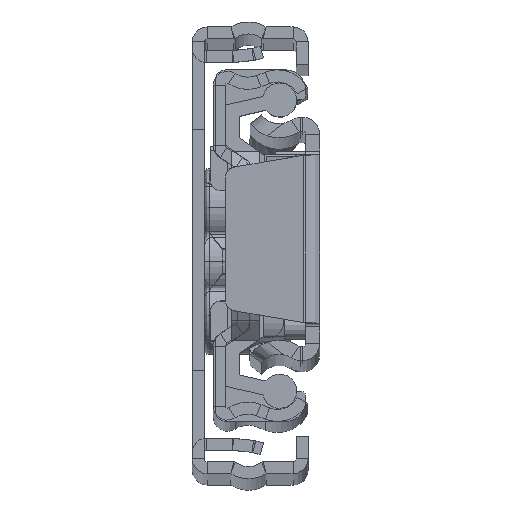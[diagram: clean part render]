
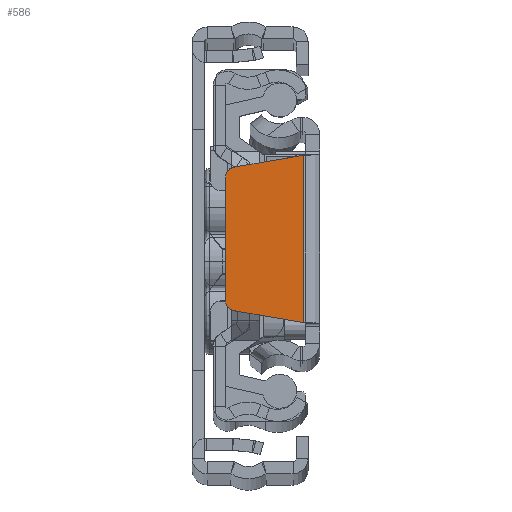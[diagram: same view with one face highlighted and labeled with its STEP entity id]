
A CAD part, top view. The second image highlights one B-rep face of the part: STEP entity #586.
In plain terms, the highlighted planar face has unit normal (0, 0, 1).
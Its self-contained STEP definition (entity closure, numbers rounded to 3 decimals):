
#586 = ADVANCED_FACE ( 'NONE', ( #3293 ), #1527, .F. ) ;
#1527 = PLANE ( 'NONE',  #5682 ) ;
#1640 = CARTESIAN_POINT ( 'NONE',  ( -1.6, -8.333, 0. ) ) ;
#2283 = DIRECTION ( 'NONE',  ( 0., 0., -1. ) ) ;
#2669 = VERTEX_POINT ( 'NONE', #4678 ) ;
#3063 = VERTEX_POINT ( 'NONE', #19507 ) ;
#3293 = FACE_OUTER_BOUND ( 'NONE', #10960, .T. ) ;
#3904 = ORIENTED_EDGE ( 'NONE', *, *, #18811, .F. ) ;
#4512 = VERTEX_POINT ( 'NONE', #14166 ) ;
#4615 = ORIENTED_EDGE ( 'NONE', *, *, #14086, .F. ) ;
#4678 = CARTESIAN_POINT ( 'NONE',  ( -1.6, -8.333, 0. ) ) ;
#4727 = CARTESIAN_POINT ( 'NONE',  ( -1.5, 8.35, 0. ) ) ;
#4730 = DIRECTION ( 'NONE',  ( -1., 0., 0. ) ) ;
#4931 = VERTEX_POINT ( 'NONE', #17845 ) ;
#5048 = LINE ( 'NONE', #1640, #15316 ) ;
#5682 = AXIS2_PLACEMENT_3D ( 'NONE', #14872, #16626, #4730 ) ;
#5862 = AXIS2_PLACEMENT_3D ( 'NONE', #10082, #16467, #13052 ) ;
#6266 = CARTESIAN_POINT ( 'NONE',  ( -8.568, -7.142, 0. ) ) ;
#7916 = DIRECTION ( 'NONE',  ( -0.986, 0.168, 0. ) ) ;
#8009 = LINE ( 'NONE', #4727, #9058 ) ;
#8945 = CIRCLE ( 'NONE', #10041, 1. ) ;
#9058 = VECTOR ( 'NONE', #11458, 1000. ) ;
#9103 = DIRECTION ( 'NONE',  ( -1., 0., 0. ) ) ;
#9695 = ORIENTED_EDGE ( 'NONE', *, *, #13989, .F. ) ;
#9780 = CARTESIAN_POINT ( 'NONE',  ( -9.4, 6.156, 0. ) ) ;
#10041 = AXIS2_PLACEMENT_3D ( 'NONE', #10765, #2283, #9103 ) ;
#10082 = CARTESIAN_POINT ( 'NONE',  ( -8.4, -6.156, 0. ) ) ;
#10765 = CARTESIAN_POINT ( 'NONE',  ( -8.4, 6.156, 0. ) ) ;
#10919 = LINE ( 'NONE', #6266, #20175 ) ;
#10960 = EDGE_LOOP ( 'NONE', ( #9695, #20799, #4615, #15999, #12945, #3904 ) ) ;
#11458 = DIRECTION ( 'NONE',  ( 0.986, 0.168, 0. ) ) ;
#11898 = DIRECTION ( 'NONE',  ( 0., -1., 0. ) ) ;
#12130 = VERTEX_POINT ( 'NONE', #14013 ) ;
#12745 = EDGE_CURVE ( 'NONE', #12130, #18432, #8009, .T. ) ;
#12749 = DIRECTION ( 'NONE',  ( 0., 1., 0. ) ) ;
#12945 = ORIENTED_EDGE ( 'NONE', *, *, #14651, .F. ) ;
#13052 = DIRECTION ( 'NONE',  ( -1., 0., 0. ) ) ;
#13968 = CIRCLE ( 'NONE', #5862, 1. ) ;
#13989 = EDGE_CURVE ( 'NONE', #18432, #2669, #5048, .T. ) ;
#14013 = CARTESIAN_POINT ( 'NONE',  ( -8.568, 7.142, 0. ) ) ;
#14086 = EDGE_CURVE ( 'NONE', #3063, #12130, #8945, .T. ) ;
#14166 = CARTESIAN_POINT ( 'NONE',  ( -9.4, -6.156, 0. ) ) ;
#14651 = EDGE_CURVE ( 'NONE', #4931, #4512, #13968, .T. ) ;
#14701 = CARTESIAN_POINT ( 'NONE',  ( -1.6, 8.333, 0. ) ) ;
#14872 = CARTESIAN_POINT ( 'NONE',  ( -8.4, 6.156, 0. ) ) ;
#15244 = EDGE_CURVE ( 'NONE', #4512, #3063, #17693, .T. ) ;
#15316 = VECTOR ( 'NONE', #11898, 1000. ) ;
#15886 = VECTOR ( 'NONE', #12749, 1000. ) ;
#15999 = ORIENTED_EDGE ( 'NONE', *, *, #15244, .F. ) ;
#16467 = DIRECTION ( 'NONE',  ( 0., 0., -1. ) ) ;
#16626 = DIRECTION ( 'NONE',  ( 0., 0., -1. ) ) ;
#17693 = LINE ( 'NONE', #9780, #15886 ) ;
#17845 = CARTESIAN_POINT ( 'NONE',  ( -8.568, -7.142, 0. ) ) ;
#18432 = VERTEX_POINT ( 'NONE', #14701 ) ;
#18811 = EDGE_CURVE ( 'NONE', #2669, #4931, #10919, .T. ) ;
#19507 = CARTESIAN_POINT ( 'NONE',  ( -9.4, 6.156, 0. ) ) ;
#20175 = VECTOR ( 'NONE', #7916, 1000. ) ;
#20799 = ORIENTED_EDGE ( 'NONE', *, *, #12745, .F. ) ;
